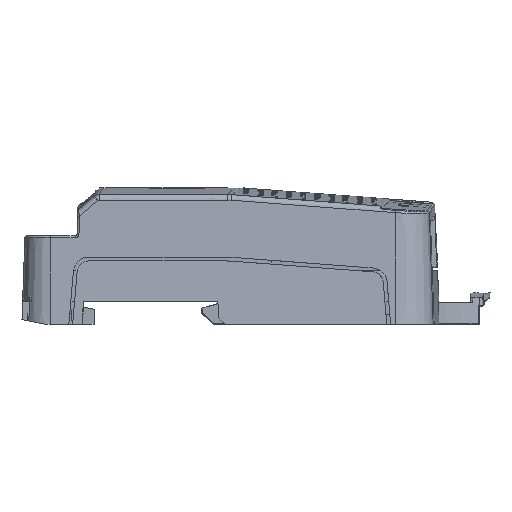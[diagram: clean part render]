
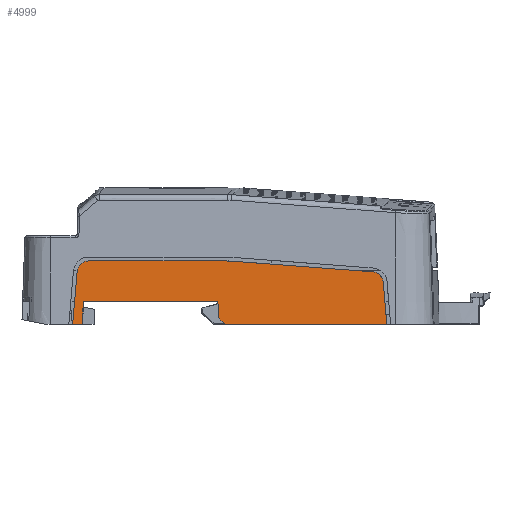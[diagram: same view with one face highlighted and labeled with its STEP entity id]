
A CAD part, left-side view. The second image highlights one B-rep face of the part: STEP entity #4999.
In plain terms, the highlighted planar face has unit normal (-0.999, 0, 0.035).
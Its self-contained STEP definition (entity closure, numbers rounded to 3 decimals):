
#4999 = ADVANCED_FACE ( 'NONE', ( #57631 ), #57632, .T. ) ;
#8710 = ORIENTED_EDGE ( 'NONE', *, *, #49257, .F. ) ;
#8711 = ORIENTED_EDGE ( 'NONE', *, *, #62075, .F. ) ;
#8712 = ORIENTED_EDGE ( 'NONE', *, *, #49223, .F. ) ;
#8713 = ORIENTED_EDGE ( 'NONE', *, *, #49191, .F. ) ;
#8714 = ORIENTED_EDGE ( 'NONE', *, *, #49194, .F. ) ;
#8715 = ORIENTED_EDGE ( 'NONE', *, *, #62122, .F. ) ;
#8716 = ORIENTED_EDGE ( 'NONE', *, *, #49195, .F. ) ;
#8717 = ORIENTED_EDGE ( 'NONE', *, *, #49200, .F. ) ;
#8718 = ORIENTED_EDGE ( 'NONE', *, *, #61866, .F. ) ;
#8719 = ORIENTED_EDGE ( 'NONE', *, *, #49263, .F. ) ;
#8720 = ORIENTED_EDGE ( 'NONE', *, *, #49262, .F. ) ;
#8721 = ORIENTED_EDGE ( 'NONE', *, *, #49260, .F. ) ;
#8722 = ORIENTED_EDGE ( 'NONE', *, *, #49258, .F. ) ;
#8731 = ORIENTED_EDGE ( 'NONE', *, *, #49259, .F. ) ;
#9063 = CARTESIAN_POINT ( 'NONE',  ( -67.289, 1.979, -6.465 ) ) ;
#9129 = CARTESIAN_POINT ( 'NONE',  ( -67.013, 38.964, 1.453 ) ) ;
#9133 = CARTESIAN_POINT ( 'NONE',  ( -67.008, 38.948, 1.6 ) ) ;
#9200 = CARTESIAN_POINT ( 'NONE',  ( -67.008, -35.288, 1.6 ) ) ;
#9269 = CARTESIAN_POINT ( 'NONE',  ( -67.5, 0.013, -12.5 ) ) ;
#9356 = CARTESIAN_POINT ( 'NONE',  ( -67.5, 37.572, -12.5 ) ) ;
#9488 = CARTESIAN_POINT ( 'NONE',  ( -67.289, 37.361, -6.465 ) ) ;
#9519 = CARTESIAN_POINT ( 'NONE',  ( -67.5, 40.147, -12.5 ) ) ;
#9682 = CARTESIAN_POINT ( 'NONE',  ( -67.5, -42.428, -12.5 ) ) ;
#9709 = CARTESIAN_POINT ( 'NONE',  ( -66.92, -2.2, 4.116 ) ) ;
#10015 = CARTESIAN_POINT ( 'NONE',  ( -66.917, -0.001, 4.2 ) ) ;
#10017 = CARTESIAN_POINT ( 'NONE',  ( -67.439, 1.754, -10.759 ) ) ;
#10034 = CARTESIAN_POINT ( 'NONE',  ( -67.017, -38.725, 1.339 ) ) ;
#10238 = CARTESIAN_POINT ( 'NONE',  ( -66.917, 35.975, 4.2 ) ) ;
#10256 = CARTESIAN_POINT ( 'NONE',  ( -67.112, -41.487, -1.399 ) ) ;
#13180 = LINE ( 'NONE', #13182, #101189 ) ;
#13182 = CARTESIAN_POINT ( 'NONE',  ( -66.8, 20.068, 7.555 ) ) ;
#13183 = DIRECTION ( 'NONE',  ( 0.025, 0.707, 0.707 ) ) ;
#13189 = LINE ( 'NONE', #13190, #101195 ) ;
#13190 = CARTESIAN_POINT ( 'NONE',  ( -67.43, 1.768, -10.491 ) ) ;
#13191 = DIRECTION ( 'NONE',  ( 0.035, 0.052, 0.998 ) ) ;
#13192 = LINE ( 'NONE', #13193, #101197 ) ;
#13193 = CARTESIAN_POINT ( 'NONE',  ( -67.503, 37.575, -12.59 ) ) ;
#13194 = DIRECTION ( 'NONE',  ( -0.035, 0.035, -0.999 ) ) ;
#13207 = LINE ( 'NONE', #13208, #101209 ) ;
#13208 = CARTESIAN_POINT ( 'NONE',  ( -67.5, 40.147, -12.5 ) ) ;
#13209 = DIRECTION ( 'NONE',  ( 0., 1., 0. ) ) ;
#13271 = CARTESIAN_POINT ( 'NONE',  ( -67.5, 40.147, -12.5 ) ) ;
#13276 = LINE ( 'NONE', #13271, #101252 ) ;
#13280 = DIRECTION ( 'NONE',  ( 0., 1., 0. ) ) ;
#13467 = CARTESIAN_POINT ( 'NONE',  ( -67.017, -38.725, 1.339 ) ) ;
#13473 = LINE ( 'NONE', #13481, #101322 ) ;
#13474 = CARTESIAN_POINT ( 'NONE',  ( -66.917, -0.001, 4.2 ) ) ;
#13475 = CARTESIAN_POINT ( 'NONE',  ( -67.021, -40.262, 1.222 ) ) ;
#13476 = CARTESIAN_POINT ( 'NONE',  ( -67.059, -41.357, 0.136 ) ) ;
#13477 = CARTESIAN_POINT ( 'NONE',  ( -67.112, -41.487, -1.399 ) ) ;
#13478 = LINE ( 'NONE', #13479, #101326 ) ;
#13479 = CARTESIAN_POINT ( 'NONE',  ( -66.811, 38.645, 7.223 ) ) ;
#13480 = DIRECTION ( 'NONE',  ( -0.003, -0.997, -0.076 ) ) ;
#13481 = CARTESIAN_POINT ( 'NONE',  ( -66.811, 38.645, 7.223 ) ) ;
#13482 = DIRECTION ( 'NONE',  ( -0.003, -0.997, -0.076 ) ) ;
#13483 = CARTESIAN_POINT ( 'NONE',  ( -67.008, 38.948, 1.6 ) ) ;
#13484 = LINE ( 'NONE', #13488, #101328 ) ;
#13485 = CARTESIAN_POINT ( 'NONE',  ( -66.917, -0.735, 4.2 ) ) ;
#13486 = CARTESIAN_POINT ( 'NONE',  ( -66.918, -1.469, 4.172 ) ) ;
#13487 = CARTESIAN_POINT ( 'NONE',  ( -66.92, -2.2, 4.116 ) ) ;
#13488 = CARTESIAN_POINT ( 'NONE',  ( -66.917, 40.147, 4.2 ) ) ;
#13489 = DIRECTION ( 'NONE',  ( 0., -1., 0. ) ) ;
#13490 = CARTESIAN_POINT ( 'NONE',  ( -67.013, 38.964, 1.453 ) ) ;
#13491 = CARTESIAN_POINT ( 'NONE',  ( -66.953, 38.738, 3.162 ) ) ;
#13492 = CARTESIAN_POINT ( 'NONE',  ( -66.917, 37.552, 4.2 ) ) ;
#13493 = CARTESIAN_POINT ( 'NONE',  ( -66.917, 35.975, 4.2 ) ) ;
#13496 = CARTESIAN_POINT ( 'NONE',  ( -67.011, 38.96, 1.502 ) ) ;
#13497 = CARTESIAN_POINT ( 'NONE',  ( -67.009, 38.955, 1.551 ) ) ;
#13498 = CARTESIAN_POINT ( 'NONE',  ( -67.008, 38.948, 1.6 ) ) ;
#21309 = VERTEX_POINT ( 'NONE', #9063 ) ;
#21375 = VERTEX_POINT ( 'NONE', #9129 ) ;
#21379 = VERTEX_POINT ( 'NONE', #9133 ) ;
#21446 = VERTEX_POINT ( 'NONE', #9200 ) ;
#21515 = VERTEX_POINT ( 'NONE', #9269 ) ;
#21602 = VERTEX_POINT ( 'NONE', #9356 ) ;
#21734 = VERTEX_POINT ( 'NONE', #9488 ) ;
#21802 = VERTEX_POINT ( 'NONE', #9519 ) ;
#22128 = VERTEX_POINT ( 'NONE', #9682 ) ;
#22182 = VERTEX_POINT ( 'NONE', #9709 ) ;
#23944 = VERTEX_POINT ( 'NONE', #10015 ) ;
#23948 = VERTEX_POINT ( 'NONE', #10017 ) ;
#23977 = VERTEX_POINT ( 'NONE', #10034 ) ;
#24374 = VERTEX_POINT ( 'NONE', #10238 ) ;
#24409 = VERTEX_POINT ( 'NONE', #10256 ) ;
#28090 = AXIS2_PLACEMENT_3D ( 'NONE', #57629, #57634, #57635 ) ;
#42912 = EDGE_LOOP ( 'NONE', ( #8722, #8731, #8721, #71892, #8720, #8719, #8718, #8717, #8716, #8715, #8714, #8713, #8712, #8711, #8710 ) ) ;
#49191 = EDGE_CURVE ( 'NONE', #21515, #23948, #13180, .T. ) ;
#49194 = EDGE_CURVE ( 'NONE', #23948, #21309, #13189, .T. ) ;
#49195 = EDGE_CURVE ( 'NONE', #21734, #21602, #13192, .T. ) ;
#49200 = EDGE_CURVE ( 'NONE', #21602, #21802, #13207, .T. ) ;
#49223 = EDGE_CURVE ( 'NONE', #22128, #21515, #13276, .T. ) ;
#49257 = EDGE_CURVE ( 'NONE', #23977, #24409, #102587, .T. ) ;
#49258 = EDGE_CURVE ( 'NONE', #21446, #23977, #13478, .T. ) ;
#49259 = EDGE_CURVE ( 'NONE', #22182, #21446, #13473, .T. ) ;
#49260 = EDGE_CURVE ( 'NONE', #23944, #22182, #102588, .T. ) ;
#49261 = EDGE_CURVE ( 'NONE', #24374, #23944, #13484, .T. ) ;
#49262 = EDGE_CURVE ( 'NONE', #21379, #24374, #102589, .T. ) ;
#49263 = EDGE_CURVE ( 'NONE', #21375, #21379, #102590, .T. ) ;
#54509 = VECTOR ( 'NONE', #55946, 1000. ) ;
#54712 = VECTOR ( 'NONE', #57351, 1000. ) ;
#54757 = VECTOR ( 'NONE', #57961, 1000. ) ;
#55941 = LINE ( 'NONE', #55944, #54509 ) ;
#55944 = CARTESIAN_POINT ( 'NONE',  ( -67.5, 40.147, -12.5 ) ) ;
#55946 = DIRECTION ( 'NONE',  ( 0.035, -0.084, 0.996 ) ) ;
#57347 = LINE ( 'NONE', #57350, #54712 ) ;
#57350 = CARTESIAN_POINT ( 'NONE',  ( -67.258, -41.84, -5.56 ) ) ;
#57351 = DIRECTION ( 'NONE',  ( -0.035, -0.084, -0.996 ) ) ;
#57629 = CARTESIAN_POINT ( 'NONE',  ( -67.5, 40.147, -12.5 ) ) ;
#57631 = FACE_OUTER_BOUND ( 'NONE', #42912, .T. ) ;
#57632 = PLANE ( 'NONE',  #28090 ) ;
#57634 = DIRECTION ( 'NONE',  ( -0.999, 0., 0.035 ) ) ;
#57635 = DIRECTION ( 'NONE',  ( 0.035, 0., 0.999 ) ) ;
#57956 = LINE ( 'NONE', #57959, #54757 ) ;
#57959 = CARTESIAN_POINT ( 'NONE',  ( -67.289, 40.147, -6.465 ) ) ;
#57961 = DIRECTION ( 'NONE',  ( 0., 1., 0. ) ) ;
#61866 = EDGE_CURVE ( 'NONE', #21802, #21375, #55941, .T. ) ;
#62075 = EDGE_CURVE ( 'NONE', #24409, #22128, #57347, .T. ) ;
#62122 = EDGE_CURVE ( 'NONE', #21309, #21734, #57956, .T. ) ;
#71892 = ORIENTED_EDGE ( 'NONE', *, *, #49261, .F. ) ;
#101189 = VECTOR ( 'NONE', #13183, 1000. ) ;
#101195 = VECTOR ( 'NONE', #13191, 1000. ) ;
#101197 = VECTOR ( 'NONE', #13194, 1000. ) ;
#101209 = VECTOR ( 'NONE', #13209, 1000. ) ;
#101252 = VECTOR ( 'NONE', #13280, 1000. ) ;
#101322 = VECTOR ( 'NONE', #13482, 1000. ) ;
#101326 = VECTOR ( 'NONE', #13480, 1000. ) ;
#101328 = VECTOR ( 'NONE', #13489, 1000. ) ;
#102587 =( BOUNDED_CURVE ( )  B_SPLINE_CURVE ( 3, ( #13467, #13475, #13476, #13477 ),
 .UNSPECIFIED., .F., .T. ) 
 B_SPLINE_CURVE_WITH_KNOTS ( ( 4, 4 ),
 ( 3.218, 4.628 ),
 .UNSPECIFIED. ) 
 CURVE ( )  GEOMETRIC_REPRESENTATION_ITEM ( )  RATIONAL_B_SPLINE_CURVE ( ( 1., 0.841, 0.841, 1. ) ) 
 REPRESENTATION_ITEM ( '' )  );
#102588 =( BOUNDED_CURVE ( )  B_SPLINE_CURVE ( 3, ( #13474, #13485, #13486, #13487 ),
 .UNSPECIFIED., .F., .T. ) 
 B_SPLINE_CURVE_WITH_KNOTS ( ( 4, 4 ),
 ( 3.142, 3.218 ),
 .UNSPECIFIED. ) 
 CURVE ( )  GEOMETRIC_REPRESENTATION_ITEM ( )  RATIONAL_B_SPLINE_CURVE ( ( 1., 1., 1., 1. ) ) 
 REPRESENTATION_ITEM ( '' )  );
#102589 =( BOUNDED_CURVE ( )  B_SPLINE_CURVE ( 3, ( #13483, #13491, #13492, #13493 ),
 .UNSPECIFIED., .F., .T. ) 
 B_SPLINE_CURVE_WITH_KNOTS ( ( 4, 4 ),
 ( 1.705, 3.142 ),
 .UNSPECIFIED. ) 
 CURVE ( )  GEOMETRIC_REPRESENTATION_ITEM ( )  RATIONAL_B_SPLINE_CURVE ( ( 1., 0.835, 0.835, 1. ) ) 
 REPRESENTATION_ITEM ( '' )  );
#102590 =( BOUNDED_CURVE ( )  B_SPLINE_CURVE ( 3, ( #13490, #13496, #13497, #13498 ),
 .UNSPECIFIED., .F., .T. ) 
 B_SPLINE_CURVE_WITH_KNOTS ( ( 4, 4 ),
 ( 1.655, 1.705 ),
 .UNSPECIFIED. ) 
 CURVE ( )  GEOMETRIC_REPRESENTATION_ITEM ( )  RATIONAL_B_SPLINE_CURVE ( ( 1., 1., 1., 1. ) ) 
 REPRESENTATION_ITEM ( '' )  );
